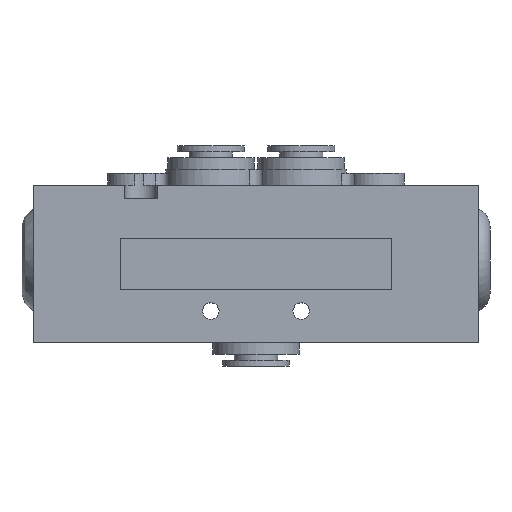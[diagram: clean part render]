
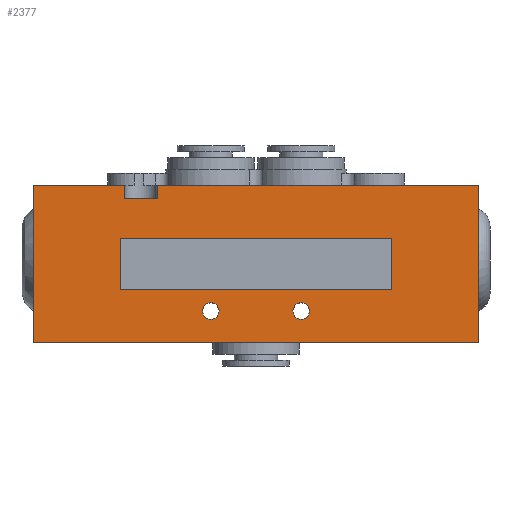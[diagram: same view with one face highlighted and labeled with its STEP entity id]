
A CAD part, top view. The second image highlights one B-rep face of the part: STEP entity #2377.
In plain terms, the highlighted planar face has unit normal (0, 0, 1).
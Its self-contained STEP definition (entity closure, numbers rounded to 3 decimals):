
#197=CARTESIAN_POINT('',(56.5,-20.0,13.25));
#198=VERTEX_POINT('',#197);
#199=CARTESIAN_POINT('',(-56.5,-20.0,13.25));
#200=VERTEX_POINT('',#199);
#201=CARTESIAN_POINT('',(56.5,-20.0,13.25));
#202=DIRECTION('',(-1.0,0.0,0.0));
#203=VECTOR('',#202,113.0);
#204=LINE('',#201,#203);
#205=EDGE_CURVE('',#198,#200,#204,.T.);
#660=CARTESIAN_POINT('',(13.6,-12.,13.25));
#661=VERTEX_POINT('',#660);
#662=CARTESIAN_POINT('',(11.5,-12.,13.25));
#663=DIRECTION('',(0.0,0.0,-1.0));
#664=DIRECTION('',(-1.0,0.0,0.0));
#665=AXIS2_PLACEMENT_3D('',#662,#663,#664);
#666=CIRCLE('',#665,2.1);
#667=EDGE_CURVE('',#661,#661,#666,.T.);
#709=CARTESIAN_POINT('',(-9.4,-12.,13.25));
#710=VERTEX_POINT('',#709);
#711=CARTESIAN_POINT('',(-11.5,-12.,13.25));
#712=DIRECTION('',(0.0,0.0,-1.0));
#713=DIRECTION('',(-1.0,0.0,0.0));
#714=AXIS2_PLACEMENT_3D('',#711,#712,#713);
#715=CIRCLE('',#714,2.1);
#716=EDGE_CURVE('',#710,#710,#715,.T.);
#792=CARTESIAN_POINT('',(56.5,20.0,13.25));
#793=VERTEX_POINT('',#792);
#800=CARTESIAN_POINT('',(56.5,20.0,13.25));
#801=DIRECTION('',(0.0,-1.0,0.0));
#802=VECTOR('',#801,40.0);
#803=LINE('',#800,#802);
#804=EDGE_CURVE('',#793,#198,#803,.T.);
#895=CARTESIAN_POINT('',(-56.5,20.0,13.25));
#896=VERTEX_POINT('',#895);
#897=CARTESIAN_POINT('',(-56.5,20.0,13.25));
#898=DIRECTION('',(0.0,-1.0,0.0));
#899=VECTOR('',#898,40.0);
#900=LINE('',#897,#899);
#901=EDGE_CURVE('',#896,#200,#900,.T.);
#1637=CARTESIAN_POINT('',(-33.35,20.0,13.25));
#1638=VERTEX_POINT('',#1637);
#1639=CARTESIAN_POINT('',(-56.5,20.0,13.25));
#1640=DIRECTION('',(1.0,0.0,0.0));
#1641=VECTOR('',#1640,23.15);
#1642=LINE('',#1639,#1641);
#1643=EDGE_CURVE('',#896,#1638,#1642,.T.);
#1680=CARTESIAN_POINT('',(-25.15,20.,13.25));
#1681=VERTEX_POINT('',#1680);
#1688=CARTESIAN_POINT('',(-25.15,20.,13.25));
#1689=DIRECTION('',(1.0,0.0,0.0));
#1690=VECTOR('',#1689,81.65);
#1691=LINE('',#1688,#1690);
#1692=EDGE_CURVE('',#1681,#793,#1691,.T.);
#1919=CARTESIAN_POINT('',(-34.5,6.5,13.25));
#1920=VERTEX_POINT('',#1919);
#1927=CARTESIAN_POINT('',(-34.5,-6.5,13.25));
#1928=VERTEX_POINT('',#1927);
#1929=CARTESIAN_POINT('',(-34.5,-6.5,13.25));
#1930=DIRECTION('',(0.0,1.0,0.0));
#1931=VECTOR('',#1930,13.0);
#1932=LINE('',#1929,#1931);
#1933=EDGE_CURVE('',#1928,#1920,#1932,.T.);
#1951=CARTESIAN_POINT('',(34.5,-6.5,13.25));
#1952=VERTEX_POINT('',#1951);
#1953=CARTESIAN_POINT('',(34.5,-6.5,13.25));
#1954=DIRECTION('',(-1.0,0.0,0.0));
#1955=VECTOR('',#1954,69.0);
#1956=LINE('',#1953,#1955);
#1957=EDGE_CURVE('',#1952,#1928,#1956,.T.);
#2005=CARTESIAN_POINT('',(34.5,6.5,13.25));
#2006=VERTEX_POINT('',#2005);
#2013=CARTESIAN_POINT('',(-34.5,6.5,13.25));
#2014=DIRECTION('',(1.0,0.0,0.0));
#2015=VECTOR('',#2014,69.0);
#2016=LINE('',#2013,#2015);
#2017=EDGE_CURVE('',#1920,#2006,#2016,.T.);
#2030=CARTESIAN_POINT('',(34.5,6.5,13.25));
#2031=DIRECTION('',(0.0,-1.0,0.0));
#2032=VECTOR('',#2031,13.);
#2033=LINE('',#2030,#2032);
#2034=EDGE_CURVE('',#2006,#1952,#2033,.T.);
#2045=CARTESIAN_POINT('',(-25.15,16.5,13.25));
#2046=VERTEX_POINT('',#2045);
#2055=CARTESIAN_POINT('',(-25.15,20.,13.25));
#2056=DIRECTION('',(0.0,-1.0,0.0));
#2057=VECTOR('',#2056,3.5);
#2058=LINE('',#2055,#2057);
#2059=EDGE_CURVE('',#1681,#2046,#2058,.T.);
#2105=CARTESIAN_POINT('',(-33.35,16.5,13.25));
#2106=VERTEX_POINT('',#2105);
#2115=CARTESIAN_POINT('',(-33.35,16.5,13.25));
#2116=DIRECTION('',(0.0,1.0,0.0));
#2117=VECTOR('',#2116,3.5);
#2118=LINE('',#2115,#2117);
#2119=EDGE_CURVE('',#2106,#1638,#2118,.T.);
#2132=CARTESIAN_POINT('',(-25.15,16.5,13.25));
#2133=DIRECTION('',(-1.0,0.0,0.0));
#2134=VECTOR('',#2133,8.2);
#2135=LINE('',#2132,#2134);
#2136=EDGE_CURVE('',#2046,#2106,#2135,.T.);
#2350=CARTESIAN_POINT('',(0.,0.,13.25));
#2351=DIRECTION('',(0.0,0.0,1.0));
#2352=DIRECTION('',(1.0,0.0,0.0));
#2353=AXIS2_PLACEMENT_3D('',#2350,#2351,#2352);
#2354=PLANE('',#2353);
#2355=ORIENTED_EDGE('',*,*,#2119,.T.);
#2356=ORIENTED_EDGE('',*,*,#1643,.F.);
#2357=ORIENTED_EDGE('',*,*,#901,.T.);
#2358=ORIENTED_EDGE('',*,*,#205,.F.);
#2359=ORIENTED_EDGE('',*,*,#804,.F.);
#2360=ORIENTED_EDGE('',*,*,#1692,.F.);
#2361=ORIENTED_EDGE('',*,*,#2059,.T.);
#2362=ORIENTED_EDGE('',*,*,#2136,.T.);
#2363=EDGE_LOOP('',(#2355,#2356,#2357,#2358,#2359,#2360,#2361,#2362));
#2364=FACE_OUTER_BOUND('',#2363,.T.);
#2365=ORIENTED_EDGE('',*,*,#667,.T.);
#2366=EDGE_LOOP('',(#2365));
#2367=FACE_BOUND('',#2366,.T.);
#2368=ORIENTED_EDGE('',*,*,#716,.T.);
#2369=EDGE_LOOP('',(#2368));
#2370=FACE_BOUND('',#2369,.T.);
#2371=ORIENTED_EDGE('',*,*,#2034,.T.);
#2372=ORIENTED_EDGE('',*,*,#1957,.T.);
#2373=ORIENTED_EDGE('',*,*,#1933,.T.);
#2374=ORIENTED_EDGE('',*,*,#2017,.T.);
#2375=EDGE_LOOP('',(#2371,#2372,#2373,#2374));
#2376=FACE_BOUND('',#2375,.T.);
#2377=ADVANCED_FACE('',(#2364,#2367,#2370,#2376),#2354,.T.);
